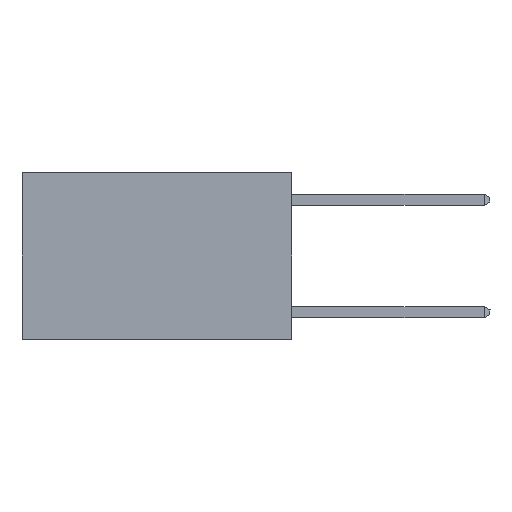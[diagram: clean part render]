
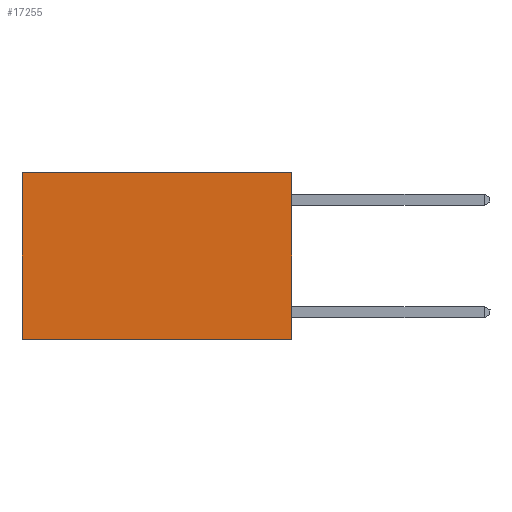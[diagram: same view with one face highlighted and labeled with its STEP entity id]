
A CAD part, left-side view. The second image highlights one B-rep face of the part: STEP entity #17255.
In plain terms, the highlighted planar face has unit normal (-1, 0, 0).
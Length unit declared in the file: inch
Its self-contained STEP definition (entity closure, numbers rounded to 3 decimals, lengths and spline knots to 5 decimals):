
#693 = LINE ( 'NONE', #16837, #19050 ) ;
#1253 = DIRECTION ( 'NONE',  ( 1., 0., 0. ) ) ;
#1780 = VERTEX_POINT ( 'NONE', #20312 ) ;
#2480 = ORIENTED_EDGE ( 'NONE', *, *, #11651, .T. ) ;
#2788 = LINE ( 'NONE', #30089, #21817 ) ;
#3568 = DIRECTION ( 'NONE',  ( 0., 1., 0. ) ) ;
#4156 = FACE_OUTER_BOUND ( 'NONE', #29226, .T. ) ;
#6369 = LINE ( 'NONE', #20121, #18340 ) ;
#7077 = VERTEX_POINT ( 'NONE', #20242 ) ;
#8665 = DIRECTION ( 'NONE',  ( 0., 1., 0. ) ) ;
#8843 = VERTEX_POINT ( 'NONE', #28959 ) ;
#9713 = DIRECTION ( 'NONE',  ( 0., 0., -1. ) ) ;
#9769 = CARTESIAN_POINT ( 'NONE',  ( 0.2625, 0., -0.37 ) ) ;
#10190 = ORIENTED_EDGE ( 'NONE', *, *, #25613, .T. ) ;
#10749 = CARTESIAN_POINT ( 'NONE',  ( 0.2625, 0., 0. ) ) ;
#11586 = VECTOR ( 'NONE', #3568, 39.37008 ) ;
#11651 = EDGE_CURVE ( 'NONE', #7077, #8843, #6369, .T. ) ;
#12091 = EDGE_CURVE ( 'NONE', #1780, #17688, #693, .T. ) ;
#14183 = AXIS2_PLACEMENT_3D ( 'NONE', #10749, #1253, #18001 ) ;
#16837 = CARTESIAN_POINT ( 'NONE',  ( 0.2625, 0., 0. ) ) ;
#16862 = ORIENTED_EDGE ( 'NONE', *, *, #12091, .F. ) ;
#17255 = ADVANCED_FACE ( 'NONE', ( #4156 ), #20283, .F. ) ;
#17688 = VERTEX_POINT ( 'NONE', #9769 ) ;
#17966 = LINE ( 'NONE', #20277, #11586 ) ;
#18001 = DIRECTION ( 'NONE',  ( 0., 0., -1. ) ) ;
#18340 = VECTOR ( 'NONE', #24855, 39.37008 ) ;
#19050 = VECTOR ( 'NONE', #9713, 39.37008 ) ;
#20121 = CARTESIAN_POINT ( 'NONE',  ( 0.2625, 0.6, 0. ) ) ;
#20242 = CARTESIAN_POINT ( 'NONE',  ( 0.2625, 0.6, 0. ) ) ;
#20277 = CARTESIAN_POINT ( 'NONE',  ( 0.2625, 0., 0. ) ) ;
#20283 = PLANE ( 'NONE',  #14183 ) ;
#20312 = CARTESIAN_POINT ( 'NONE',  ( 0.2625, 0., 0. ) ) ;
#21630 = EDGE_CURVE ( 'NONE', #17688, #8843, #2788, .T. ) ;
#21817 = VECTOR ( 'NONE', #8665, 39.37008 ) ;
#23540 = ORIENTED_EDGE ( 'NONE', *, *, #21630, .F. ) ;
#24855 = DIRECTION ( 'NONE',  ( 0., 0., -1. ) ) ;
#25613 = EDGE_CURVE ( 'NONE', #1780, #7077, #17966, .T. ) ;
#28959 = CARTESIAN_POINT ( 'NONE',  ( 0.2625, 0.6, -0.37 ) ) ;
#29226 = EDGE_LOOP ( 'NONE', ( #2480, #23540, #16862, #10190 ) ) ;
#30089 = CARTESIAN_POINT ( 'NONE',  ( 0.2625, 0., -0.37 ) ) ;
